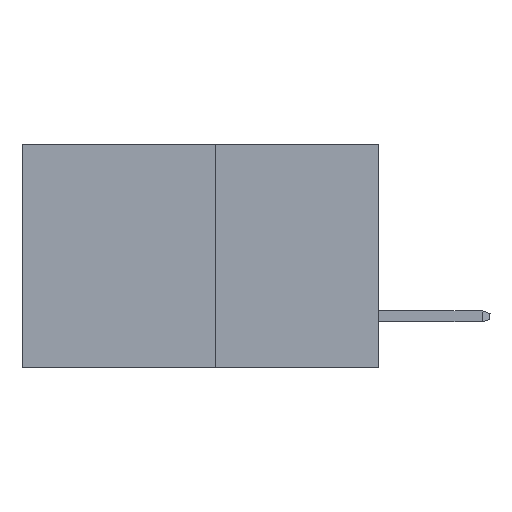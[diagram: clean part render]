
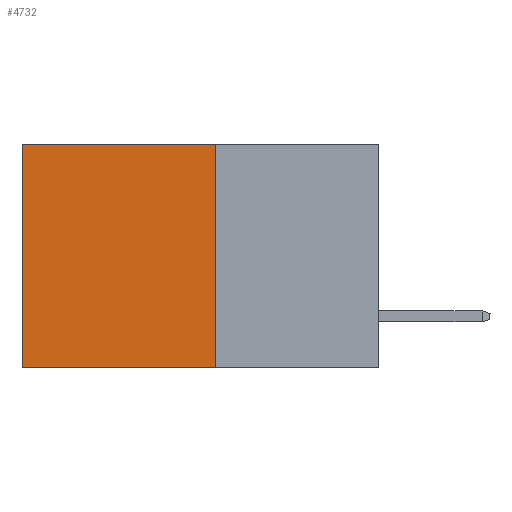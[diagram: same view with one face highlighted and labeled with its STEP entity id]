
A CAD part, left-side view. The second image highlights one B-rep face of the part: STEP entity #4732.
In plain terms, the highlighted planar face has unit normal (-1, 0, 0).
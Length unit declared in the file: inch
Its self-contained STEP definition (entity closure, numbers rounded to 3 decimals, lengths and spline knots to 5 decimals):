
#193 = CARTESIAN_POINT ( 'NONE',  ( 0.277, 0.59, -0.37 ) ) ;
#238 = VECTOR ( 'NONE', #7272, 39.37008 ) ;
#250 = DIRECTION ( 'NONE',  ( 0., 0., -1. ) ) ;
#663 = LINE ( 'NONE', #14716, #238 ) ;
#995 = EDGE_CURVE ( 'NONE', #3092, #13296, #1409, .T. ) ;
#1409 = LINE ( 'NONE', #9159, #4448 ) ;
#1856 = ORIENTED_EDGE ( 'NONE', *, *, #13240, .T. ) ;
#2416 = ORIENTED_EDGE ( 'NONE', *, *, #13837, .F. ) ;
#2686 = DIRECTION ( 'NONE',  ( 0., 1., 0. ) ) ;
#2922 = FACE_OUTER_BOUND ( 'NONE', #6639, .T. ) ;
#3092 = VERTEX_POINT ( 'NONE', #13847 ) ;
#3828 = DIRECTION ( 'NONE',  ( 0., 1., 0. ) ) ;
#4448 = VECTOR ( 'NONE', #11357, 39.37008 ) ;
#4732 = ADVANCED_FACE ( 'NONE', ( #2922 ), #6914, .F. ) ;
#4841 = CARTESIAN_POINT ( 'NONE',  ( 0.277, 0.27, -0.37 ) ) ;
#6302 = AXIS2_PLACEMENT_3D ( 'NONE', #4841, #14656, #250 ) ;
#6534 = VERTEX_POINT ( 'NONE', #13523 ) ;
#6579 = VERTEX_POINT ( 'NONE', #11501 ) ;
#6639 = EDGE_LOOP ( 'NONE', ( #11594, #14830, #2416, #1856 ) ) ;
#6914 = PLANE ( 'NONE',  #6302 ) ;
#7272 = DIRECTION ( 'NONE',  ( 0., 0., -1. ) ) ;
#8550 = LINE ( 'NONE', #10836, #8887 ) ;
#8887 = VECTOR ( 'NONE', #2686, 39.37008 ) ;
#9159 = CARTESIAN_POINT ( 'NONE',  ( 0.277, 0.59, -0.37 ) ) ;
#10836 = CARTESIAN_POINT ( 'NONE',  ( 0.277, 0.27, 0. ) ) ;
#11174 = EDGE_CURVE ( 'NONE', #6534, #13296, #11447, .T. ) ;
#11357 = DIRECTION ( 'NONE',  ( 0., 0., -1. ) ) ;
#11447 = LINE ( 'NONE', #11789, #14539 ) ;
#11501 = CARTESIAN_POINT ( 'NONE',  ( 0.277, 0.27, 0. ) ) ;
#11594 = ORIENTED_EDGE ( 'NONE', *, *, #995, .T. ) ;
#11789 = CARTESIAN_POINT ( 'NONE',  ( 0.277, 0.27, -0.37 ) ) ;
#13240 = EDGE_CURVE ( 'NONE', #6579, #3092, #8550, .T. ) ;
#13296 = VERTEX_POINT ( 'NONE', #193 ) ;
#13523 = CARTESIAN_POINT ( 'NONE',  ( 0.277, 0.27, -0.37 ) ) ;
#13837 = EDGE_CURVE ( 'NONE', #6579, #6534, #663, .T. ) ;
#13847 = CARTESIAN_POINT ( 'NONE',  ( 0.277, 0.59, 0. ) ) ;
#14539 = VECTOR ( 'NONE', #3828, 39.37008 ) ;
#14656 = DIRECTION ( 'NONE',  ( 1., 0., 0. ) ) ;
#14716 = CARTESIAN_POINT ( 'NONE',  ( 0.277, 0.27, -0.37 ) ) ;
#14830 = ORIENTED_EDGE ( 'NONE', *, *, #11174, .F. ) ;
